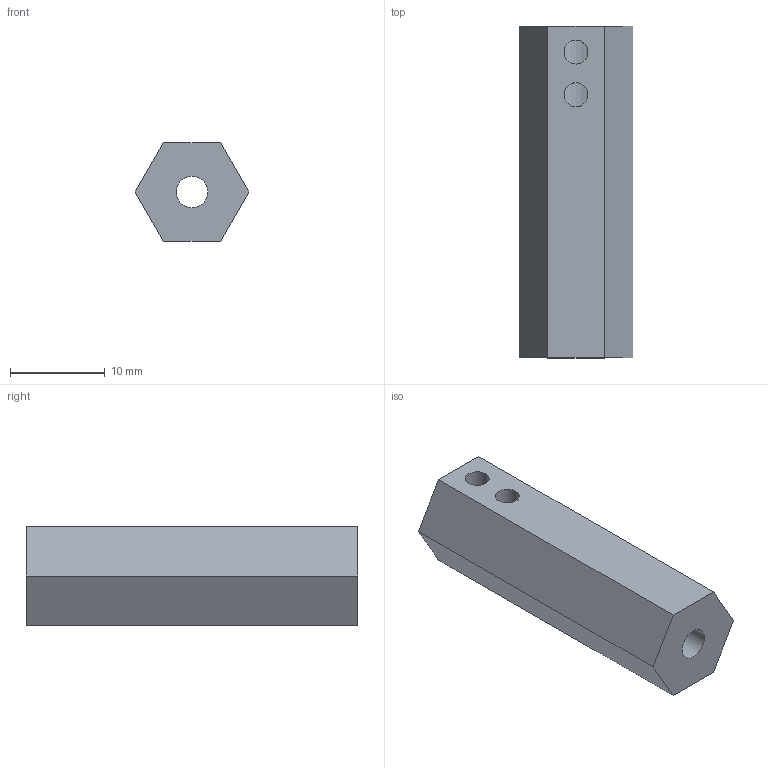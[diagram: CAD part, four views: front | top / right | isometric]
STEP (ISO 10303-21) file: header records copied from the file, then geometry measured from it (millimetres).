
FILE_DESCRIPTION(/* description */ (''),/* implementation_level */ '2;1');
FILE_NAME(/* name */ '12mm Hex-Adapter Extended v5.step',/* time_stamp */ '2021-01-04T18:44:44+01:00',/* author */ (''),/* organization */ (''),/* preprocessor_version */ 'ST-DEVELOPER v18.1',/* originating_system */ 'Autodesk Translation Framework v9.7.1.1290',/* authorisation */ '');
FILE_SCHEMA (('AUTOMOTIVE_DESIGN { 1 0 10303 214 3 1 1 }'));
Length unit declared in the file: millimetre
Products named in the file (1): 12mm Hex-Adapter Extended
Bounding box: 12 x 35 x 10.39 mm (x, y, z)
Volume: 2398.1 mm3; surface area: 2047.4 mm2
Topology: 1 solids, 1 shells, 13 faces, 32 edges, 22 vertices
Faces by surface type: plane 9, cylinder 4
Full cylindrical faces by diameter (mm): 2.529 x2, 3.332 x1, 6 x1
Entity records: 493 total; most frequent: CARTESIAN_POINT 136, ORIENTED_EDGE 64, DIRECTION 62, EDGE_CURVE 32, LINE 22, VECTOR 22, VERTEX_POINT 22, EDGE_LOOP 20
